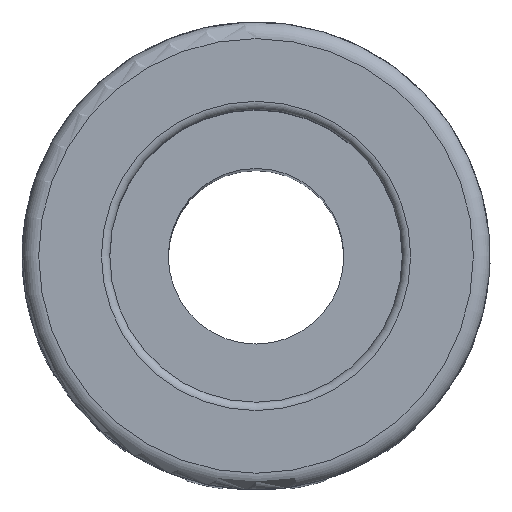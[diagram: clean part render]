
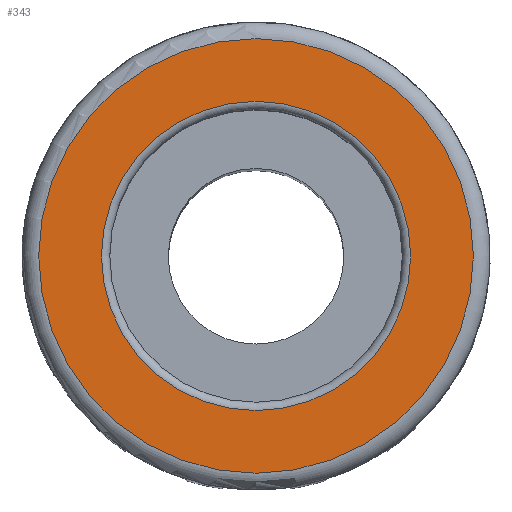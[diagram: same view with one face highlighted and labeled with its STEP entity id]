
A CAD part, top view. The second image highlights one B-rep face of the part: STEP entity #343.
In plain terms, the highlighted planar face has unit normal (0, 0, 1).
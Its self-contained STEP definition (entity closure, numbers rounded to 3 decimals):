
#343 = ADVANCED_FACE( '', ( #692, #693 ), #694, .F. );
#692 = FACE_BOUND( '', #1037, .T. );
#693 = FACE_OUTER_BOUND( '', #1038, .T. );
#694 = PLANE( '', #1039 );
#1037 = EDGE_LOOP( '', ( #2064 ) );
#1038 = EDGE_LOOP( '', ( #2065 ) );
#1039 = AXIS2_PLACEMENT_3D( '', #2066, #2067, #2068 );
#2064 = ORIENTED_EDGE( '', *, *, #2109, .T. );
#2065 = ORIENTED_EDGE( '', *, *, #2494, .T. );
#2066 = CARTESIAN_POINT( '', ( 0., 14., 88. ) );
#2067 = DIRECTION( '', ( 0., 0., -1. ) );
#2068 = DIRECTION( '', ( -1., 0., 0. ) );
#2109 = EDGE_CURVE( '', #2533, #2533, #2534, .T. );
#2494 = EDGE_CURVE( '', #3112, #3112, #3113, .F. );
#2533 = VERTEX_POINT( '', #3163 );
#2534 = CIRCLE( '', #3164, 9.25 );
#3112 = VERTEX_POINT( '', #4665 );
#3113 = CIRCLE( '', #4666, 13. );
#3163 = CARTESIAN_POINT( '', ( -9.25, 0., 88. ) );
#3164 = AXIS2_PLACEMENT_3D( '', #4701, #4702, #4703 );
#4665 = CARTESIAN_POINT( '', ( -13., 0., 88. ) );
#4666 = AXIS2_PLACEMENT_3D( '', #5074, #5075, #5076 );
#4701 = CARTESIAN_POINT( '', ( 0., 0., 88. ) );
#4702 = DIRECTION( '', ( 0., 0., -1. ) );
#4703 = DIRECTION( '', ( -1., 0., 0. ) );
#5074 = CARTESIAN_POINT( '', ( 0., 0., 88. ) );
#5075 = DIRECTION( '', ( 0., 0., -1. ) );
#5076 = DIRECTION( '', ( -1., 0., 0. ) );
